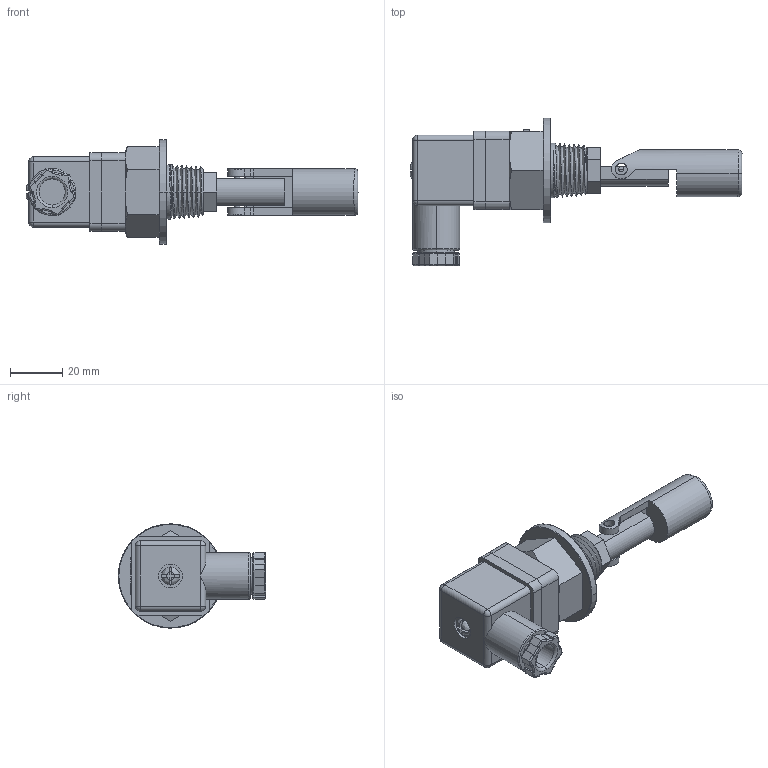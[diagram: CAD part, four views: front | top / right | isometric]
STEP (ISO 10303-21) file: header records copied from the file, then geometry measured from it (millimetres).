
FILE_DESCRIPTION((''),'2;1');
FILE_NAME('LC120-A-3D_ASM','2021-10-29T',('Administrator'),(''),'CREO PARAMETRIC BY PTC INC, 2014350','CREO PARAMETRIC BY PTC INC, 2014350','');
FILE_SCHEMA(('CONFIG_CONTROL_DESIGN'));
Length unit declared in the file: millimetre
Products named in the file (8): LC120A-01-3D; FX-HSM-20210420; AV03; FX-HSM-AV03-20210420_ASM; EP-C8-2A1-01; EP-C8-2A1-02; EP-C8-2A1_ASM; LC120-A-3D_ASM
Assembly tree (7 placements, depth 3):
  LC120-A-3D_ASM
    LC120A-01-3D
    FX-HSM-AV03-20210420_ASM
      FX-HSM-20210420
      AV03
    EP-C8-2A1_ASM
      EP-C8-2A1-01
      EP-C8-2A1-02
Bounding box: 127.26 x 56.5 x 40 mm (x, y, z)
Volume: 59200.2 mm3; surface area: 25622 mm2
Topology: 5 solids, 12 shells, 469 faces, 1175 edges, 749 vertices
Faces by surface type: plane 238, cylinder 168, cone 30, bspline 22, torus 6, sphere 4, extrusion 1
Entity records: 18406 total; most frequent: CARTESIAN_POINT 7233, ORIENTED_EDGE 2302, DIRECTION 2184, EDGE_CURVE 1163, VERTEX_POINT 749, AXIS2_PLACEMENT_3D 736, VECTOR 712, LINE 711
